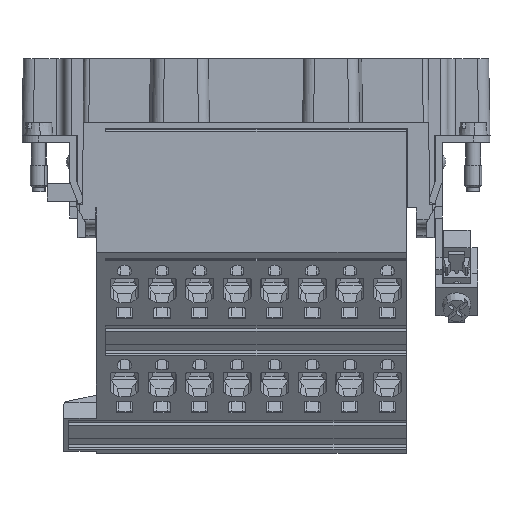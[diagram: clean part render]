
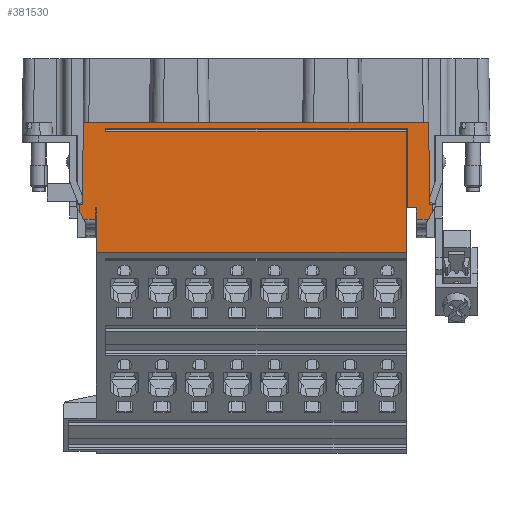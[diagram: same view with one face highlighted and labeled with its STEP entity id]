
A CAD part, left-side view. The second image highlights one B-rep face of the part: STEP entity #381530.
In plain terms, the highlighted face is planar.
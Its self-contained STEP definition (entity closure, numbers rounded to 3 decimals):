
#16770=CARTESIAN_POINT('',(-30.3,-17.139,
26.65));
#16780=VERTEX_POINT('',#16770);
#16810=CARTESIAN_POINT('',(0.,-17.139,26.65));
#16820=DIRECTION('',(1.,0.,0.));
#16830=VECTOR('',#16820,1.);
#16840=LINE('',#16810,#16830);
#16850=CARTESIAN_POINT('',(-31.944,-17.139,
26.65));
#16860=VERTEX_POINT('',#16850);
#16870=EDGE_CURVE('',#16860,#16780,#16840,.T.);
#98070=CARTESIAN_POINT('',(25.279,-17.139,
28.65));
#98080=VERTEX_POINT('',#98070);
#98330=CARTESIAN_POINT('',(27.404,-17.139,
28.65));
#98340=VERTEX_POINT('',#98330);
#98370=CARTESIAN_POINT('',(0.,-17.139,
28.65));
#98380=DIRECTION('',(-1.,0.,0.));
#98390=VECTOR('',#98380,1.);
#98400=LINE('',#98370,#98390);
#98410=EDGE_CURVE('',#98340,#98080,#98400,.T.);
#98800=CARTESIAN_POINT('',(-30.3,-17.139,
12.55));
#98810=VERTEX_POINT('',#98800);
#98840=CARTESIAN_POINT('',(-30.3,-17.139,0.));
#98850=DIRECTION('',(0.,0.,-1.));
#98860=VECTOR('',#98850,1.);
#98870=LINE('',#98840,#98860);
#98880=EDGE_CURVE('',#16780,#98810,#98870,.T.);
#105450=CARTESIAN_POINT('',(24.779,-17.139,0.));
#105460=DIRECTION('',(-0.017,0.,
-1.));
#105470=VECTOR('',#105460,1.);
#105480=LINE('',#105450,#105470);
#105490=CARTESIAN_POINT('',(25.244,-17.139,
26.65));
#105500=VERTEX_POINT('',#105490);
#105510=EDGE_CURVE('',#98080,#105500,#105480,.T.);
#118200=CARTESIAN_POINT('',(-34.9,-17.139,
27.272));
#118210=VERTEX_POINT('',#118200);
#118520=CARTESIAN_POINT('',(-34.104,-17.139,
28.65));
#118530=VERTEX_POINT('',#118520);
#118560=CARTESIAN_POINT('',(-50.645,-17.139,0.));
#118570=DIRECTION('',(0.5,0.,
0.866));
#118580=VECTOR('',#118570,1.);
#118590=LINE('',#118560,#118580);
#118600=EDGE_CURVE('',#118210,#118530,#118590,.T.);
#125140=CARTESIAN_POINT('',(23.45,-17.139,
12.55));
#125150=VERTEX_POINT('',#125140);
#125200=CARTESIAN_POINT('',(0.,-17.139,12.55));
#125210=DIRECTION('',(-1.,0.,0.));
#125220=VECTOR('',#125210,1.);
#125230=LINE('',#125200,#125220);
#125240=EDGE_CURVE('',#125150,#98810,#125230,.T.);
#129440=CARTESIAN_POINT('',(28.2,-17.139,
27.272));
#129450=VERTEX_POINT('',#129440);
#129480=CARTESIAN_POINT('',(43.945,-17.139,0.));
#129490=DIRECTION('',(0.5,0.,-0.866));
#129500=VECTOR('',#129490,1.);
#129510=LINE('',#129480,#129500);
#129520=EDGE_CURVE('',#98340,#129450,#129510,.T.);
#151670=CARTESIAN_POINT('',(0.,-17.139,26.65));
#151680=DIRECTION('',(1.,0.,0.));
#151690=VECTOR('',#151680,1.);
#151700=LINE('',#151670,#151690);
#151710=CARTESIAN_POINT('',(25.15,-17.139,
26.65));
#151720=VERTEX_POINT('',#151710);
#151730=EDGE_CURVE('',#151720,#105500,#151700,.T.);
#154430=CARTESIAN_POINT('',(-34.3,-17.139,
25.95));
#154440=VERTEX_POINT('',#154430);
#154470=CARTESIAN_POINT('',(-34.074,-17.139,0.));
#154480=DIRECTION('',(0.009,0.,
-1.));
#154490=VECTOR('',#154480,1.);
#154500=LINE('',#154470,#154490);
#154510=CARTESIAN_POINT('',(-34.173,-17.139,
11.45));
#154520=VERTEX_POINT('',#154510);
#154530=EDGE_CURVE('',#154440,#154520,#154500,.T.);
#160620=CARTESIAN_POINT('',(-34.9,-17.139,
25.95));
#160630=VERTEX_POINT('',#160620);
#160660=CARTESIAN_POINT('',(0.,-17.139,25.95));
#160670=DIRECTION('',(1.,0.,0.));
#160680=VECTOR('',#160670,1.);
#160690=LINE('',#160660,#160680);
#160700=EDGE_CURVE('',#160630,#154440,#160690,.T.);
#168930=CARTESIAN_POINT('',(-34.9,-17.139,
0.));
#168940=DIRECTION('',(0.,0.,-1.));
#168950=VECTOR('',#168940,1.);
#168960=LINE('',#168930,#168950);
#168970=EDGE_CURVE('',#118210,#160630,#168960,.T.);
#174600=CARTESIAN_POINT('',(28.2,-17.139,
25.95));
#174610=VERTEX_POINT('',#174600);
#174640=CARTESIAN_POINT('',(28.2,-17.139,
0.));
#174650=DIRECTION('',(0.,0.,1.));
#174660=VECTOR('',#174650,1.);
#174670=LINE('',#174640,#174660);
#174680=EDGE_CURVE('',#174610,#129450,#174670,.T.);
#195600=CARTESIAN_POINT('',(23.45,-17.139,
12.95));
#195610=VERTEX_POINT('',#195600);
#195640=CARTESIAN_POINT('',(23.45,-17.139,
280.901));
#195650=DIRECTION('',(0.,0.,-1.));
#195660=VECTOR('',#195650,1.);
#195670=LINE('',#195640,#195660);
#195680=EDGE_CURVE('',#195610,#125150,#195670,.T.);
#202450=CARTESIAN_POINT('',(27.473,-17.139,
11.45));
#202460=VERTEX_POINT('',#202450);
#202490=CARTESIAN_POINT('',(27.374,-17.139,0.));
#202500=DIRECTION('',(0.009,0.,
1.));
#202510=VECTOR('',#202500,1.);
#202520=LINE('',#202490,#202510);
#202530=CARTESIAN_POINT('',(27.6,-17.139,
25.95));
#202540=VERTEX_POINT('',#202530);
#202550=EDGE_CURVE('',#202460,#202540,#202520,.T.);
#205460=CARTESIAN_POINT('',(0.,-17.139,25.95));
#205470=DIRECTION('',(-1.,0.,0.));
#205480=VECTOR('',#205470,1.);
#205490=LINE('',#205460,#205480);
#205500=EDGE_CURVE('',#174610,#202540,#205490,.T.);
#214230=CARTESIAN_POINT('',(-31.979,-17.139,
28.65));
#214240=VERTEX_POINT('',#214230);
#214270=CARTESIAN_POINT('',(0.,-17.139,
28.65));
#214280=DIRECTION('',(-1.,0.,0.));
#214290=VECTOR('',#214280,1.);
#214300=LINE('',#214270,#214290);
#214310=EDGE_CURVE('',#214240,#118530,#214300,.T.);
#216270=CARTESIAN_POINT('',(-31.479,-17.139,0.));
#216280=DIRECTION('',(0.017,0.,
-1.));
#216290=VECTOR('',#216280,1.);
#216300=LINE('',#216270,#216290);
#216310=EDGE_CURVE('',#214240,#16860,#216300,.T.);
#219120=CARTESIAN_POINT('',(0.,-17.139,11.45));
#219130=DIRECTION('',(-1.,0.,0.));
#219140=VECTOR('',#219130,1.);
#219150=LINE('',#219120,#219140);
#219160=EDGE_CURVE('',#202460,#154520,#219150,.T.);
#380980=CARTESIAN_POINT('',(30.15,-17.139,
37.12));
#380990=DIRECTION('',(0.,-1.,0.));
#381000=DIRECTION('',(0.,0.,1.));
#381010=AXIS2_PLACEMENT_3D('',#380980,#380990,#381000);
#381020=PLANE('',#381010);
#381030=CARTESIAN_POINT('',(25.15,-17.139,
280.901));
#381040=DIRECTION('',(0.,0.,-1.));
#381050=VECTOR('',#381040,1.);
#381060=LINE('',#381030,#381050);
#381070=CARTESIAN_POINT('',(25.15,-17.139,
34.571));
#381080=VERTEX_POINT('',#381070);
#381090=EDGE_CURVE('',#381080,#151720,#381060,.T.);
#381100=ORIENTED_EDGE('',*,*,#381090,.F.);
#381110=ORIENTED_EDGE('',*,*,#151730,.F.);
#381120=ORIENTED_EDGE('',*,*,#105510,.T.);
#381130=ORIENTED_EDGE('',*,*,#98410,.T.);
#381140=ORIENTED_EDGE('',*,*,#129520,.F.);
#381150=ORIENTED_EDGE('',*,*,#174680,.T.);
#381160=ORIENTED_EDGE('',*,*,#205500,.F.);
#381170=ORIENTED_EDGE('',*,*,#202550,.T.);
#381180=ORIENTED_EDGE('',*,*,#219160,.F.);
#381190=ORIENTED_EDGE('',*,*,#154530,.T.);
#381200=ORIENTED_EDGE('',*,*,#160700,.T.);
#381210=ORIENTED_EDGE('',*,*,#168970,.T.);
#381220=ORIENTED_EDGE('',*,*,#118600,.F.);
#381230=ORIENTED_EDGE('',*,*,#214310,.T.);
#381240=ORIENTED_EDGE('',*,*,#216310,.F.);
#381250=ORIENTED_EDGE('',*,*,#16870,.F.);
#381260=ORIENTED_EDGE('',*,*,#98880,.F.);
#381270=ORIENTED_EDGE('',*,*,#125240,.T.);
#381280=ORIENTED_EDGE('',*,*,#195680,.T.);
#381290=CARTESIAN_POINT('',(-24.435,-17.139,
12.95));
#381300=DIRECTION('',(1.,0.,0.));
#381310=VECTOR('',#381300,1.);
#381320=LINE('',#381290,#381310);
#381330=CARTESIAN_POINT('',(-30.15,-17.139,
12.95));
#381340=VERTEX_POINT('',#381330);
#381350=EDGE_CURVE('',#381340,#195610,#381320,.T.);
#381360=ORIENTED_EDGE('',*,*,#381350,.T.);
#381370=CARTESIAN_POINT('',(-30.15,-17.139,
290.225));
#381380=DIRECTION('',(0.,0.,-1.));
#381390=VECTOR('',#381380,1.);
#381400=LINE('',#381370,#381390);
#381410=CARTESIAN_POINT('',(-30.15,-17.139,
34.571));
#381420=VERTEX_POINT('',#381410);
#381430=EDGE_CURVE('',#381420,#381340,#381400,.T.);
#381440=ORIENTED_EDGE('',*,*,#381430,.T.);
#381450=CARTESIAN_POINT('',(29.165,-17.139,
34.571));
#381460=DIRECTION('',(1.,0.,0.));
#381470=VECTOR('',#381460,1.);
#381480=LINE('',#381450,#381470);
#381490=EDGE_CURVE('',#381420,#381080,#381480,.T.);
#381500=ORIENTED_EDGE('',*,*,#381490,.F.);
#381510=EDGE_LOOP('',(#381500,#381440,#381360,#381280,#381270,#381260,
#381250,#381240,#381230,#381220,#381210,#381200,#381190,#381180,#381170,
#381160,#381150,#381140,#381130,#381120,#381110,#381100));
#381520=FACE_OUTER_BOUND('',#381510,.T.);
#381530=ADVANCED_FACE('',(#381520),#381020,.T.);
